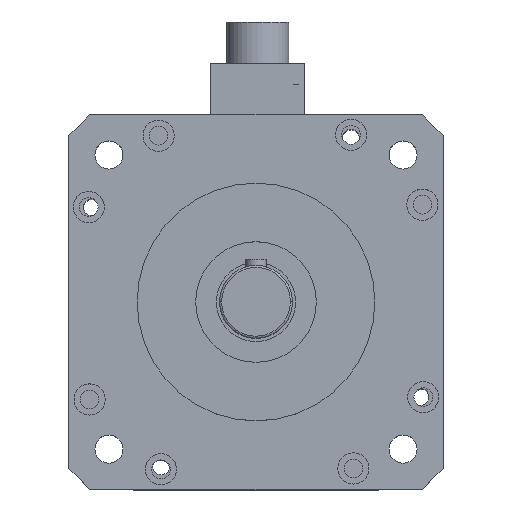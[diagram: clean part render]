
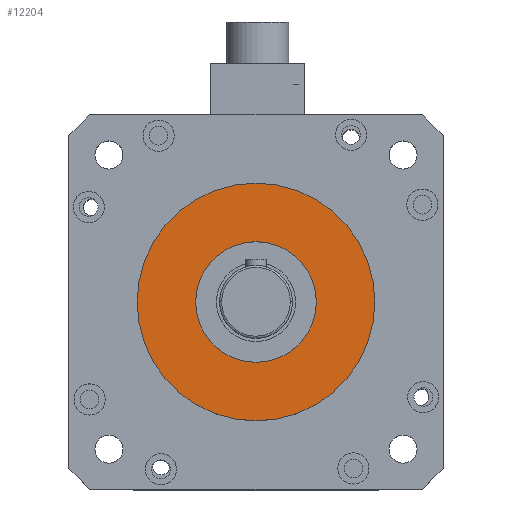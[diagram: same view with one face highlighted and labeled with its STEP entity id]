
A CAD part, top view. The second image highlights one B-rep face of the part: STEP entity #12204.
In plain terms, the highlighted planar face has unit normal (0, 0, 1).
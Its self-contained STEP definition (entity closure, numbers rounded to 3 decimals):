
#174 = DIRECTION ( 'NONE',  ( 0., 0., -1. ) ) ;
#291 = CIRCLE ( 'NONE', #3080, 29. ) ;
#728 = AXIS2_PLACEMENT_3D ( 'NONE', #6066, #1456, #10062 ) ;
#766 = EDGE_CURVE ( 'NONE', #4214, #6238, #5940, .T. ) ;
#1237 = CARTESIAN_POINT ( 'NONE',  ( 0., 0., 202.2 ) ) ;
#1274 = EDGE_LOOP ( 'NONE', ( #12334, #11715 ) ) ;
#1293 = DIRECTION ( 'NONE',  ( -1., 0., 0. ) ) ;
#1399 = FACE_OUTER_BOUND ( 'NONE', #10230, .T. ) ;
#1456 = DIRECTION ( 'NONE',  ( 0., 0., 1. ) ) ;
#1755 = CIRCLE ( 'NONE', #11916, 57.15 ) ;
#2139 = CIRCLE ( 'NONE', #7904, 29. ) ;
#2695 = VERTEX_POINT ( 'NONE', #7934 ) ;
#2880 = EDGE_CURVE ( 'NONE', #2695, #7595, #291, .T. ) ;
#3080 = AXIS2_PLACEMENT_3D ( 'NONE', #10292, #11170, #9185 ) ;
#3357 = DIRECTION ( 'NONE',  ( -1., 0., 0. ) ) ;
#3945 = CARTESIAN_POINT ( 'NONE',  ( -57.15, 0., 202.2 ) ) ;
#4214 = VERTEX_POINT ( 'NONE', #10920 ) ;
#4332 = ORIENTED_EDGE ( 'NONE', *, *, #766, .F. ) ;
#4717 = EDGE_CURVE ( 'NONE', #6238, #4214, #1755, .T. ) ;
#5890 = EDGE_CURVE ( 'NONE', #7595, #2695, #2139, .T. ) ;
#5940 = CIRCLE ( 'NONE', #10324, 57.15 ) ;
#6066 = CARTESIAN_POINT ( 'NONE',  ( 57.15, 0., 202.2 ) ) ;
#6238 = VERTEX_POINT ( 'NONE', #3945 ) ;
#7595 = VERTEX_POINT ( 'NONE', #11052 ) ;
#7904 = AXIS2_PLACEMENT_3D ( 'NONE', #11507, #11324, #10388 ) ;
#7909 = CARTESIAN_POINT ( 'NONE',  ( 0., 0., 202.2 ) ) ;
#7934 = CARTESIAN_POINT ( 'NONE',  ( -29., 0., 202.2 ) ) ;
#8948 = FACE_BOUND ( 'NONE', #1274, .T. ) ;
#9033 = DIRECTION ( 'NONE',  ( 0., 0., -1. ) ) ;
#9185 = DIRECTION ( 'NONE',  ( 1., 0., 0. ) ) ;
#10062 = DIRECTION ( 'NONE',  ( 1., 0., 0. ) ) ;
#10230 = EDGE_LOOP ( 'NONE', ( #11343, #4332 ) ) ;
#10292 = CARTESIAN_POINT ( 'NONE',  ( 0., 0., 202.2 ) ) ;
#10324 = AXIS2_PLACEMENT_3D ( 'NONE', #1237, #9033, #3357 ) ;
#10388 = DIRECTION ( 'NONE',  ( 1., 0., 0. ) ) ;
#10920 = CARTESIAN_POINT ( 'NONE',  ( 57.15, 0., 202.2 ) ) ;
#11052 = CARTESIAN_POINT ( 'NONE',  ( 29., 0., 202.2 ) ) ;
#11170 = DIRECTION ( 'NONE',  ( 0., 0., 1. ) ) ;
#11324 = DIRECTION ( 'NONE',  ( 0., 0., 1. ) ) ;
#11343 = ORIENTED_EDGE ( 'NONE', *, *, #4717, .F. ) ;
#11507 = CARTESIAN_POINT ( 'NONE',  ( 0., 0., 202.2 ) ) ;
#11715 = ORIENTED_EDGE ( 'NONE', *, *, #2880, .F. ) ;
#11804 = PLANE ( 'NONE',  #728 ) ;
#11916 = AXIS2_PLACEMENT_3D ( 'NONE', #7909, #174, #1293 ) ;
#12204 = ADVANCED_FACE ( 'NONE', ( #1399, #8948 ), #11804, .T. ) ;
#12334 = ORIENTED_EDGE ( 'NONE', *, *, #5890, .F. ) ;
